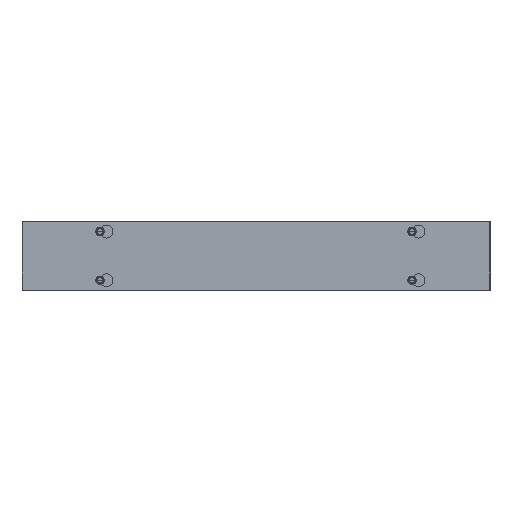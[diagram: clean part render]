
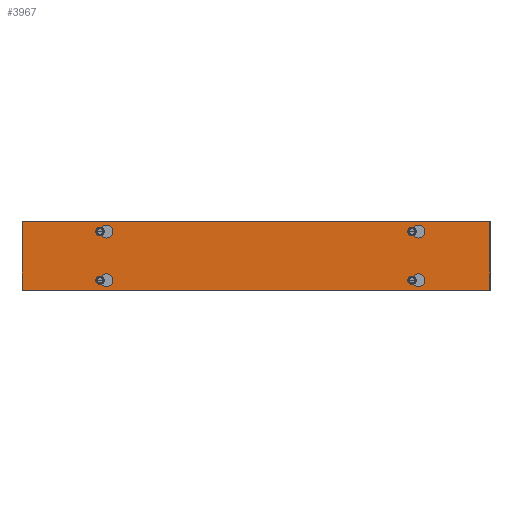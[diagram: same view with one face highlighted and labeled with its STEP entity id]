
A CAD part, top view. The second image highlights one B-rep face of the part: STEP entity #3967.
In plain terms, the highlighted planar face has unit normal (0, 0, 1).
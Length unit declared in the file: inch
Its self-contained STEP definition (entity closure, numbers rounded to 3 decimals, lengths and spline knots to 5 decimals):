
#309=LINE('',#6556,#557);
#314=LINE('',#6569,#562);
#317=LINE('',#6580,#565);
#321=LINE('',#6592,#569);
#325=LINE('',#6604,#573);
#330=LINE('',#6617,#578);
#333=LINE('',#6628,#581);
#337=LINE('',#6640,#585);
#339=LINE('',#6648,#587);
#343=LINE('',#6656,#591);
#346=LINE('',#6662,#594);
#349=LINE('',#6667,#597);
#557=VECTOR('',#5215,0.21651);
#562=VECTOR('',#5228,0.21651);
#565=VECTOR('',#5239,0.21651);
#569=VECTOR('',#5251,0.21651);
#573=VECTOR('',#5263,0.21651);
#578=VECTOR('',#5276,0.21651);
#581=VECTOR('',#5287,0.21651);
#585=VECTOR('',#5299,0.21651);
#587=VECTOR('',#5309,2.625);
#591=VECTOR('',#5315,18.);
#594=VECTOR('',#5320,2.625);
#597=VECTOR('',#5325,18.);
#742=PLANE('',#4359);
#900=FACE_BOUND('',#1454,.T.);
#901=FACE_BOUND('',#1455,.T.);
#902=FACE_BOUND('',#1456,.T.);
#903=FACE_BOUND('',#1457,.T.);
#1110=FACE_OUTER_BOUND('',#1453,.T.);
#1453=EDGE_LOOP('',(#3310,#3311,#3312,#3313));
#1454=EDGE_LOOP('',(#3314,#3315,#3316,#3317));
#1455=EDGE_LOOP('',(#3318,#3319,#3320,#3321));
#1456=EDGE_LOOP('',(#3322,#3323,#3324,#3325));
#1457=EDGE_LOOP('',(#3326,#3327,#3328,#3329));
#1701=CIRCLE('',#4325,0.25);
#1703=CIRCLE('',#4329,0.125);
#1705=CIRCLE('',#4333,0.25);
#1707=CIRCLE('',#4337,0.125);
#1709=CIRCLE('',#4341,0.25);
#1711=CIRCLE('',#4345,0.125);
#1713=CIRCLE('',#4349,0.25);
#1715=CIRCLE('',#4353,0.125);
#1990=VERTEX_POINT('',#6553);
#1991=VERTEX_POINT('',#6555);
#1993=VERTEX_POINT('',#6561);
#1995=VERTEX_POINT('',#6567);
#1998=VERTEX_POINT('',#6577);
#1999=VERTEX_POINT('',#6579);
#2001=VERTEX_POINT('',#6585);
#2003=VERTEX_POINT('',#6591);
#2006=VERTEX_POINT('',#6601);
#2007=VERTEX_POINT('',#6603);
#2009=VERTEX_POINT('',#6609);
#2011=VERTEX_POINT('',#6615);
#2014=VERTEX_POINT('',#6625);
#2015=VERTEX_POINT('',#6627);
#2017=VERTEX_POINT('',#6633);
#2019=VERTEX_POINT('',#6639);
#2020=VERTEX_POINT('',#6646);
#2021=VERTEX_POINT('',#6647);
#2024=VERTEX_POINT('',#6655);
#2026=VERTEX_POINT('',#6661);
#2424=EDGE_CURVE('',#1991,#1990,#309,.T.);
#2428=EDGE_CURVE('',#1990,#1993,#1701,.T.);
#2431=EDGE_CURVE('',#1993,#1995,#314,.T.);
#2433=EDGE_CURVE('',#1995,#1991,#1703,.T.);
#2436=EDGE_CURVE('',#1999,#1998,#317,.T.);
#2439=EDGE_CURVE('',#2001,#1999,#1705,.T.);
#2442=EDGE_CURVE('',#2003,#2001,#321,.T.);
#2445=EDGE_CURVE('',#1998,#2003,#1707,.T.);
#2448=EDGE_CURVE('',#2007,#2006,#325,.T.);
#2452=EDGE_CURVE('',#2006,#2009,#1709,.T.);
#2455=EDGE_CURVE('',#2009,#2011,#330,.T.);
#2457=EDGE_CURVE('',#2011,#2007,#1711,.T.);
#2460=EDGE_CURVE('',#2015,#2014,#333,.T.);
#2463=EDGE_CURVE('',#2017,#2015,#1713,.T.);
#2466=EDGE_CURVE('',#2019,#2017,#337,.T.);
#2469=EDGE_CURVE('',#2014,#2019,#1715,.T.);
#2470=EDGE_CURVE('',#2020,#2021,#339,.T.);
#2474=EDGE_CURVE('',#2021,#2024,#343,.T.);
#2477=EDGE_CURVE('',#2024,#2026,#346,.T.);
#2480=EDGE_CURVE('',#2026,#2020,#349,.T.);
#3310=ORIENTED_EDGE('',*,*,#2470,.F.);
#3311=ORIENTED_EDGE('',*,*,#2480,.F.);
#3312=ORIENTED_EDGE('',*,*,#2477,.F.);
#3313=ORIENTED_EDGE('',*,*,#2474,.F.);
#3314=ORIENTED_EDGE('',*,*,#2424,.T.);
#3315=ORIENTED_EDGE('',*,*,#2428,.T.);
#3316=ORIENTED_EDGE('',*,*,#2431,.T.);
#3317=ORIENTED_EDGE('',*,*,#2433,.T.);
#3318=ORIENTED_EDGE('',*,*,#2436,.T.);
#3319=ORIENTED_EDGE('',*,*,#2445,.T.);
#3320=ORIENTED_EDGE('',*,*,#2442,.T.);
#3321=ORIENTED_EDGE('',*,*,#2439,.T.);
#3322=ORIENTED_EDGE('',*,*,#2448,.T.);
#3323=ORIENTED_EDGE('',*,*,#2452,.T.);
#3324=ORIENTED_EDGE('',*,*,#2455,.T.);
#3325=ORIENTED_EDGE('',*,*,#2457,.T.);
#3326=ORIENTED_EDGE('',*,*,#2460,.T.);
#3327=ORIENTED_EDGE('',*,*,#2469,.T.);
#3328=ORIENTED_EDGE('',*,*,#2466,.T.);
#3329=ORIENTED_EDGE('',*,*,#2463,.T.);
#3967=ADVANCED_FACE('',(#1110,#900,#901,#902,#903),#742,.T.);
#4325=AXIS2_PLACEMENT_3D('',#6563,#5222,#5223);
#4329=AXIS2_PLACEMENT_3D('',#6572,#5233,#5234);
#4333=AXIS2_PLACEMENT_3D('',#6586,#5245,#5246);
#4337=AXIS2_PLACEMENT_3D('',#6596,#5257,#5258);
#4341=AXIS2_PLACEMENT_3D('',#6611,#5270,#5271);
#4345=AXIS2_PLACEMENT_3D('',#6620,#5281,#5282);
#4349=AXIS2_PLACEMENT_3D('',#6634,#5293,#5294);
#4353=AXIS2_PLACEMENT_3D('',#6644,#5305,#5306);
#4359=AXIS2_PLACEMENT_3D('',#6670,#5329,#5330);
#5215=DIRECTION('',(-0.866,-0.5,0.));
#5222=DIRECTION('center_axis',(0.,0.,-1.));
#5223=DIRECTION('ref_axis',(0.5,-0.866,0.));
#5228=DIRECTION('',(0.866,-0.5,0.));
#5233=DIRECTION('center_axis',(0.,0.,-1.));
#5234=DIRECTION('ref_axis',(0.5,0.866,0.));
#5239=DIRECTION('',(0.866,-0.5,0.));
#5245=DIRECTION('center_axis',(0.,0.,-1.));
#5246=DIRECTION('ref_axis',(0.5,0.866,0.));
#5251=DIRECTION('',(-0.866,-0.5,0.));
#5257=DIRECTION('center_axis',(0.,0.,-1.));
#5258=DIRECTION('ref_axis',(0.5,-0.866,0.));
#5263=DIRECTION('',(-0.866,-0.5,0.));
#5270=DIRECTION('center_axis',(0.,0.,-1.));
#5271=DIRECTION('ref_axis',(0.5,-0.866,0.));
#5276=DIRECTION('',(0.866,-0.5,0.));
#5281=DIRECTION('center_axis',(0.,0.,-1.));
#5282=DIRECTION('ref_axis',(0.5,0.866,0.));
#5287=DIRECTION('',(0.866,-0.5,0.));
#5293=DIRECTION('center_axis',(0.,0.,-1.));
#5294=DIRECTION('ref_axis',(0.5,0.866,0.));
#5299=DIRECTION('',(-0.866,-0.5,0.));
#5305=DIRECTION('center_axis',(0.,0.,-1.));
#5306=DIRECTION('ref_axis',(0.5,-0.866,0.));
#5309=DIRECTION('',(0.,1.,0.));
#5315=DIRECTION('',(1.,0.,0.));
#5320=DIRECTION('',(0.,-1.,0.));
#5325=DIRECTION('',(-1.,0.,0.));
#5329=DIRECTION('center_axis',(0.,0.,1.));
#5330=DIRECTION('ref_axis',(1.,0.,0.));
#6553=CARTESIAN_POINT('',(14.875,2.03549,0.0625));
#6555=CARTESIAN_POINT('',(15.0625,2.14375,0.0625));
#6556=CARTESIAN_POINT('',(12.60909,0.72727,0.0625));
#6561=CARTESIAN_POINT('',(14.875,2.46851,0.0625));
#6563=CARTESIAN_POINT('Origin',(14.75,2.252,0.0625));
#6567=CARTESIAN_POINT('',(15.0625,2.36025,0.0625));
#6569=CARTESIAN_POINT('',(12.92216,3.59598,0.0625));
#6572=CARTESIAN_POINT('Origin',(15.,2.252,0.0625));
#6577=CARTESIAN_POINT('',(15.0625,0.48125,0.0625));
#6579=CARTESIAN_POINT('',(14.875,0.58951,0.0625));
#6580=CARTESIAN_POINT('',(12.60909,1.89773,0.0625));
#6585=CARTESIAN_POINT('',(14.875,0.15649,0.0625));
#6586=CARTESIAN_POINT('Origin',(14.75,0.373,0.0625));
#6591=CARTESIAN_POINT('',(15.0625,0.26475,0.0625));
#6592=CARTESIAN_POINT('',(12.92216,-0.97098,0.0625));
#6596=CARTESIAN_POINT('Origin',(15.,0.373,0.0625));
#6601=CARTESIAN_POINT('',(2.875,2.03549,0.0625));
#6603=CARTESIAN_POINT('',(3.0625,2.14375,0.0625));
#6604=CARTESIAN_POINT('',(5.10909,3.32535,0.0625));
#6609=CARTESIAN_POINT('',(2.875,2.46851,0.0625));
#6611=CARTESIAN_POINT('Origin',(2.75,2.252,0.0625));
#6615=CARTESIAN_POINT('',(3.0625,2.36025,0.0625));
#6617=CARTESIAN_POINT('',(5.42216,0.9979,0.0625));
#6620=CARTESIAN_POINT('Origin',(3.,2.252,0.0625));
#6625=CARTESIAN_POINT('',(3.0625,0.48125,0.0625));
#6627=CARTESIAN_POINT('',(2.875,0.58951,0.0625));
#6628=CARTESIAN_POINT('',(5.10909,-0.70035,0.0625));
#6633=CARTESIAN_POINT('',(2.875,0.15649,0.0625));
#6634=CARTESIAN_POINT('Origin',(2.75,0.373,0.0625));
#6639=CARTESIAN_POINT('',(3.0625,0.26475,0.0625));
#6640=CARTESIAN_POINT('',(5.42216,1.6271,0.0625));
#6644=CARTESIAN_POINT('Origin',(3.,0.373,0.0625));
#6646=CARTESIAN_POINT('',(0.,0.,0.0625));
#6647=CARTESIAN_POINT('',(0.,2.625,0.0625));
#6648=CARTESIAN_POINT('',(0.,2.625,0.0625));
#6655=CARTESIAN_POINT('',(18.,2.625,0.0625));
#6656=CARTESIAN_POINT('',(18.,2.625,0.0625));
#6661=CARTESIAN_POINT('',(18.,0.,0.0625));
#6662=CARTESIAN_POINT('',(18.,0.,0.0625));
#6667=CARTESIAN_POINT('',(0.,0.,0.0625));
#6670=CARTESIAN_POINT('Origin',(9.,1.3125,0.0625));
